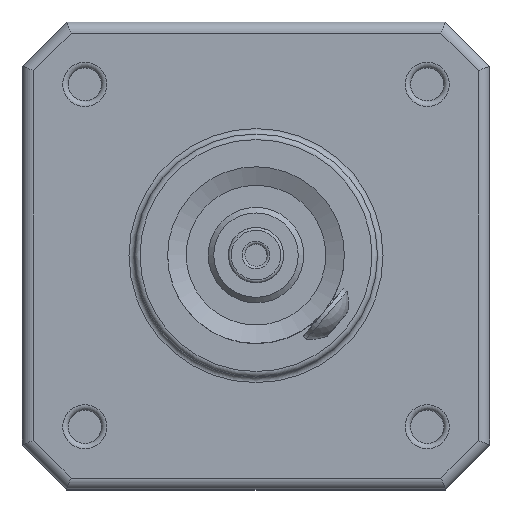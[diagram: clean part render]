
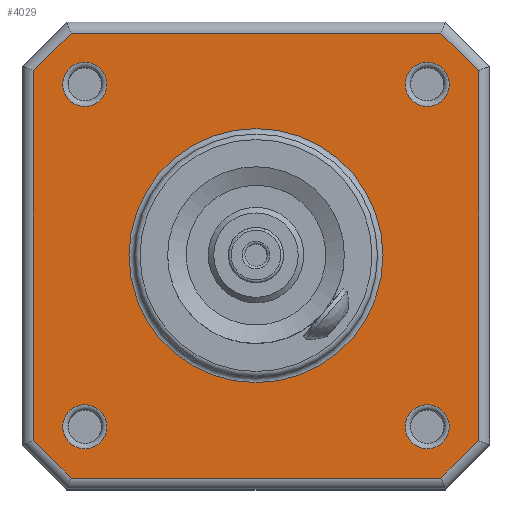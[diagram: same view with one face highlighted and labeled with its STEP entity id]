
A CAD part, top view. The second image highlights one B-rep face of the part: STEP entity #4029.
In plain terms, the highlighted face is planar.
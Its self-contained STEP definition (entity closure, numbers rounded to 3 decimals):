
#140=FACE_BOUND('',#656,.T.);
#141=FACE_BOUND('',#657,.T.);
#142=FACE_BOUND('',#658,.T.);
#143=FACE_BOUND('',#659,.T.);
#144=FACE_BOUND('',#660,.T.);
#197=PLANE('',#4473);
#380=FACE_OUTER_BOUND('',#655,.T.);
#655=EDGE_LOOP('',(#3013,#3014,#3015,#3016,#3017,#3018,#3019,#3020));
#656=EDGE_LOOP('',(#3021));
#657=EDGE_LOOP('',(#3022));
#658=EDGE_LOOP('',(#3023));
#659=EDGE_LOOP('',(#3024));
#660=EDGE_LOOP('',(#3025));
#961=LINE('',#6720,#1239);
#962=LINE('',#6722,#1240);
#963=LINE('',#6724,#1241);
#964=LINE('',#6726,#1242);
#965=LINE('',#6728,#1243);
#966=LINE('',#6730,#1244);
#967=LINE('',#6732,#1245);
#968=LINE('',#6733,#1246);
#1239=VECTOR('',#5319,1000.);
#1240=VECTOR('',#5320,1000.);
#1241=VECTOR('',#5321,1000.);
#1242=VECTOR('',#5322,1000.);
#1243=VECTOR('',#5323,1000.);
#1244=VECTOR('',#5324,1000.);
#1245=VECTOR('',#5325,1000.);
#1246=VECTOR('',#5326,1000.);
#1465=CIRCLE('',#4429,2.);
#1468=CIRCLE('',#4433,2.);
#1471=CIRCLE('',#4437,2.);
#1474=CIRCLE('',#4441,2.);
#1486=CIRCLE('',#4459,11.5);
#1801=VERTEX_POINT('',#6642);
#1803=VERTEX_POINT('',#6648);
#1805=VERTEX_POINT('',#6654);
#1807=VERTEX_POINT('',#6660);
#1817=VERTEX_POINT('',#6692);
#1824=VERTEX_POINT('',#6718);
#1825=VERTEX_POINT('',#6719);
#1826=VERTEX_POINT('',#6721);
#1827=VERTEX_POINT('',#6723);
#1828=VERTEX_POINT('',#6725);
#1829=VERTEX_POINT('',#6727);
#1830=VERTEX_POINT('',#6729);
#1831=VERTEX_POINT('',#6731);
#2220=EDGE_CURVE('',#1801,#1801,#1465,.T.);
#2223=EDGE_CURVE('',#1803,#1803,#1468,.T.);
#2226=EDGE_CURVE('',#1805,#1805,#1471,.T.);
#2229=EDGE_CURVE('',#1807,#1807,#1474,.T.);
#2245=EDGE_CURVE('',#1817,#1817,#1486,.T.);
#2257=EDGE_CURVE('',#1824,#1825,#961,.T.);
#2258=EDGE_CURVE('',#1825,#1826,#962,.T.);
#2259=EDGE_CURVE('',#1826,#1827,#963,.T.);
#2260=EDGE_CURVE('',#1827,#1828,#964,.T.);
#2261=EDGE_CURVE('',#1828,#1829,#965,.T.);
#2262=EDGE_CURVE('',#1829,#1830,#966,.T.);
#2263=EDGE_CURVE('',#1830,#1831,#967,.T.);
#2264=EDGE_CURVE('',#1831,#1824,#968,.T.);
#3013=ORIENTED_EDGE('',*,*,#2257,.T.);
#3014=ORIENTED_EDGE('',*,*,#2258,.T.);
#3015=ORIENTED_EDGE('',*,*,#2259,.T.);
#3016=ORIENTED_EDGE('',*,*,#2260,.T.);
#3017=ORIENTED_EDGE('',*,*,#2261,.T.);
#3018=ORIENTED_EDGE('',*,*,#2262,.T.);
#3019=ORIENTED_EDGE('',*,*,#2263,.T.);
#3020=ORIENTED_EDGE('',*,*,#2264,.T.);
#3021=ORIENTED_EDGE('',*,*,#2229,.T.);
#3022=ORIENTED_EDGE('',*,*,#2226,.T.);
#3023=ORIENTED_EDGE('',*,*,#2223,.T.);
#3024=ORIENTED_EDGE('',*,*,#2220,.T.);
#3025=ORIENTED_EDGE('',*,*,#2245,.T.);
#4029=ADVANCED_FACE('',(#380,#140,#141,#142,#143,#144),#197,.T.);
#4429=AXIS2_PLACEMENT_3D('',#6644,#5222,#5223);
#4433=AXIS2_PLACEMENT_3D('',#6650,#5230,#5231);
#4437=AXIS2_PLACEMENT_3D('',#6656,#5238,#5239);
#4441=AXIS2_PLACEMENT_3D('',#6662,#5246,#5247);
#4459=AXIS2_PLACEMENT_3D('',#6694,#5286,#5287);
#4473=AXIS2_PLACEMENT_3D('',#6717,#5317,#5318);
#5222=DIRECTION('center_axis',(0.,0.,1.));
#5223=DIRECTION('ref_axis',(-1.,0.,0.));
#5230=DIRECTION('center_axis',(0.,0.,1.));
#5231=DIRECTION('ref_axis',(-1.,0.,0.));
#5238=DIRECTION('center_axis',(0.,0.,1.));
#5239=DIRECTION('ref_axis',(-1.,0.,0.));
#5246=DIRECTION('center_axis',(0.,0.,1.));
#5247=DIRECTION('ref_axis',(-1.,0.,0.));
#5286=DIRECTION('center_axis',(0.,0.,1.));
#5287=DIRECTION('ref_axis',(-1.,0.,0.));
#5317=DIRECTION('center_axis',(0.,0.,-1.));
#5318=DIRECTION('ref_axis',(-1.,0.,0.));
#5319=DIRECTION('',(-0.707,-0.707,0.));
#5320=DIRECTION('',(-1.,0.,0.));
#5321=DIRECTION('',(-0.707,0.707,0.));
#5322=DIRECTION('',(0.,1.,0.));
#5323=DIRECTION('',(0.707,0.707,0.));
#5324=DIRECTION('',(1.,0.,0.));
#5325=DIRECTION('',(0.707,-0.707,0.));
#5326=DIRECTION('',(0.,-1.,0.));
#6642=CARTESIAN_POINT('',(17.5,15.5,0.));
#6644=CARTESIAN_POINT('Origin',(15.5,15.5,0.));
#6648=CARTESIAN_POINT('',(-13.5,15.5,0.));
#6650=CARTESIAN_POINT('Origin',(-15.5,15.5,0.));
#6654=CARTESIAN_POINT('',(-13.5,-15.5,0.));
#6656=CARTESIAN_POINT('Origin',(-15.5,-15.5,0.));
#6660=CARTESIAN_POINT('',(17.5,-15.5,0.));
#6662=CARTESIAN_POINT('Origin',(15.5,-15.5,0.));
#6692=CARTESIAN_POINT('',(11.5,0.,0.));
#6694=CARTESIAN_POINT('Origin',(0.,0.,0.));
#6717=CARTESIAN_POINT('Origin',(0.,0.,0.));
#6718=CARTESIAN_POINT('',(20.15,-16.736,0.));
#6719=CARTESIAN_POINT('',(16.736,-20.15,0.));
#6720=CARTESIAN_POINT('',(16.443,-20.443,0.));
#6721=CARTESIAN_POINT('',(-16.736,-20.15,0.));
#6722=CARTESIAN_POINT('',(-17.15,-20.15,0.));
#6723=CARTESIAN_POINT('',(-20.15,-16.736,0.));
#6724=CARTESIAN_POINT('',(-20.443,-16.443,0.));
#6725=CARTESIAN_POINT('',(-20.15,16.736,0.));
#6726=CARTESIAN_POINT('',(-20.15,17.15,0.));
#6727=CARTESIAN_POINT('',(-16.736,20.15,0.));
#6728=CARTESIAN_POINT('',(-16.443,20.443,0.));
#6729=CARTESIAN_POINT('',(16.736,20.15,0.));
#6730=CARTESIAN_POINT('',(17.15,20.15,0.));
#6731=CARTESIAN_POINT('',(20.15,16.736,0.));
#6732=CARTESIAN_POINT('',(20.443,16.443,0.));
#6733=CARTESIAN_POINT('',(20.15,-17.15,0.));
